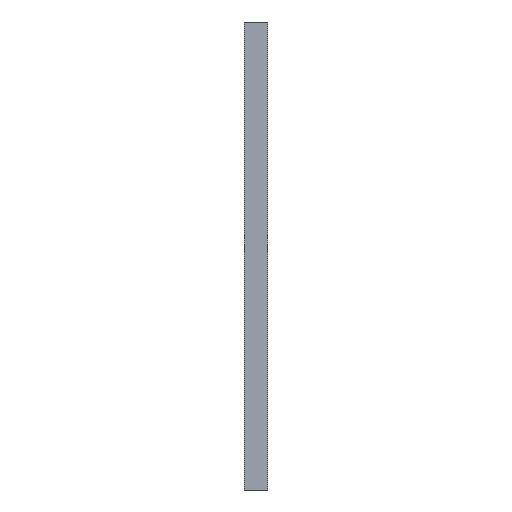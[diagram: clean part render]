
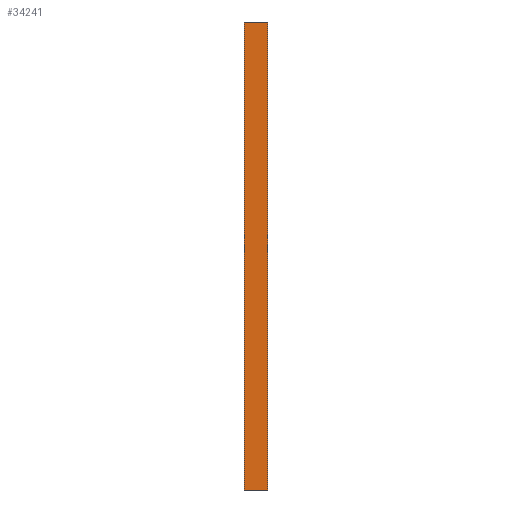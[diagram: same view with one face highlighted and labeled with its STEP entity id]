
A CAD part, left-side view. The second image highlights one B-rep face of the part: STEP entity #34241.
In plain terms, the highlighted planar face has unit normal (-1, 0, 0).
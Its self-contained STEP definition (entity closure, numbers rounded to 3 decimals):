
#115=DIRECTION('',(0.,-1.,0.));
#116=VECTOR('',#115,100.);
#117=CARTESIAN_POINT('',(-85.,100.,0.));
#118=LINE('',#117,#116);
#6831=DIRECTION('',(0.,0.,1.));
#6832=VECTOR('',#6831,2000.);
#6833=CARTESIAN_POINT('',(-85.,0.,0.));
#6834=LINE('',#6833,#6832);
#13395=DIRECTION('',(0.,0.,1.));
#13396=VECTOR('',#13395,2000.);
#13397=CARTESIAN_POINT('',(-85.,100.,0.));
#13398=LINE('',#13397,#13396);
#13491=DIRECTION('',(0.,-1.,0.));
#13492=VECTOR('',#13491,100.);
#13493=CARTESIAN_POINT('',(-85.,100.,2000.));
#13494=LINE('',#13493,#13492);
#20043=CARTESIAN_POINT('',(-85.,100.,0.));
#20044=VERTEX_POINT('',#20043);
#20045=CARTESIAN_POINT('',(-85.,0.,0.));
#20046=VERTEX_POINT('',#20045);
#20091=CARTESIAN_POINT('',(-85.,100.,2000.));
#20092=VERTEX_POINT('',#20091);
#20093=CARTESIAN_POINT('',(-85.,0.,2000.));
#20094=VERTEX_POINT('',#20093);
#34228=CARTESIAN_POINT('',(-85.,100.,0.));
#34229=DIRECTION('',(-1.,0.,0.));
#34230=DIRECTION('',(0.,-1.,0.));
#34231=AXIS2_PLACEMENT_3D('',#34228,#34229,#34230);
#34232=PLANE('',#34231);
#34233=ORIENTED_EDGE('',*,*,#26672,.F.);
#34235=ORIENTED_EDGE('',*,*,#34234,.T.);
#34237=ORIENTED_EDGE('',*,*,#34236,.T.);
#34238=ORIENTED_EDGE('',*,*,#30604,.F.);
#34239=EDGE_LOOP('',(#34233,#34235,#34237,#34238));
#34240=FACE_OUTER_BOUND('',#34239,.F.);
#26672=EDGE_CURVE('',#20044,#20046,#118,.T.);
#30604=EDGE_CURVE('',#20046,#20094,#6834,.T.);
#34234=EDGE_CURVE('',#20044,#20092,#13398,.T.);
#34236=EDGE_CURVE('',#20092,#20094,#13494,.T.);
#34241=ADVANCED_FACE('',(#34240),#34232,.T.);
